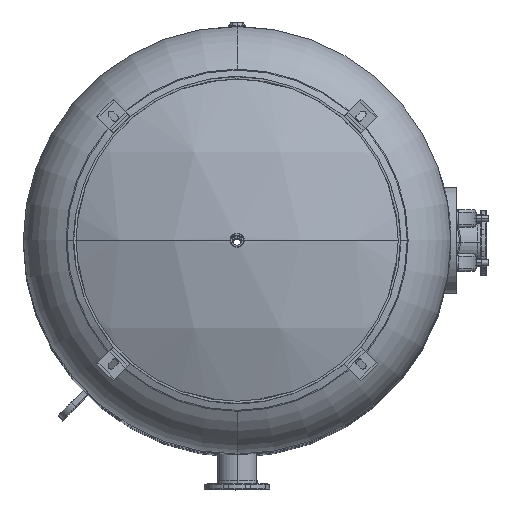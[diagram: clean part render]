
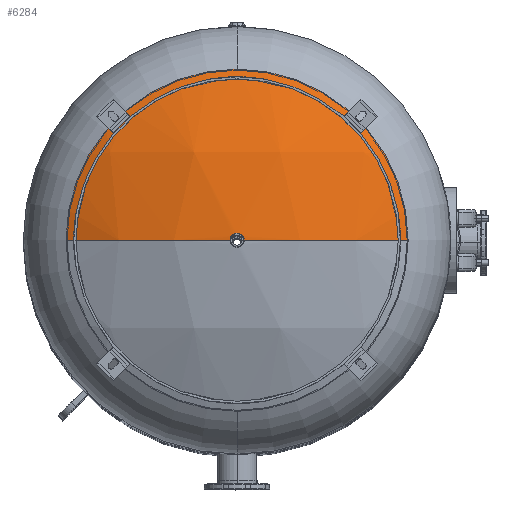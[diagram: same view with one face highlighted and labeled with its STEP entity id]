
A CAD part, top view. The second image highlights one B-rep face of the part: STEP entity #6284.
In plain terms, the highlighted spherical face has radius 1645.92 mm.
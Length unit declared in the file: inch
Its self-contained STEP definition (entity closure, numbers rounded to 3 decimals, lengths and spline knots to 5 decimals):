
#1669 = CARTESIAN_POINT ( 'NONE',  ( 1.065, 0., 152.49125 ) ) ;
#1749 = CARTESIAN_POINT ( 'NONE',  ( -28.8, 0., 145.74826 ) ) ;
#1760 = CARTESIAN_POINT ( 'NONE',  ( 28.8, 0., 145.74826 ) ) ;
#2005 = CARTESIAN_POINT ( 'NONE',  ( -1.065, 0., 152.49125 ) ) ;
#2372 = CARTESIAN_POINT ( 'NONE',  ( 0., 28.8, 145.74826 ) ) ;
#5896 = EDGE_CURVE ( 'NONE', #9866, #9593, #12998, .T. ) ;
#5897 = EDGE_CURVE ( 'NONE', #9638, #9593, #13038, .T. ) ;
#5927 = EDGE_CURVE ( 'NONE', #9595, #9854, #13051, .T. ) ;
#5943 = EDGE_CURVE ( 'NONE', #9854, #9866, #13024, .T. ) ;
#5944 = EDGE_CURVE ( 'NONE', #9638, #9595, #13029, .T. ) ;
#6284 = ADVANCED_FACE ( 'NONE', ( #12766 ), #12768, .T. ) ;
#8828 = ORIENTED_EDGE ( 'NONE', *, *, #5927, .F. ) ;
#9020 = ORIENTED_EDGE ( 'NONE', *, *, #5943, .F. ) ;
#9034 = ORIENTED_EDGE ( 'NONE', *, *, #5896, .F. ) ;
#9056 = ORIENTED_EDGE ( 'NONE', *, *, #5897, .T. ) ;
#9062 = ORIENTED_EDGE ( 'NONE', *, *, #5944, .F. ) ;
#9506 = EDGE_LOOP ( 'NONE', ( #8828, #9062, #9056, #9034, #9020 ) ) ;
#9593 = VERTEX_POINT ( 'NONE', #1760 ) ;
#9595 = VERTEX_POINT ( 'NONE', #2005 ) ;
#9638 = VERTEX_POINT ( 'NONE', #1669 ) ;
#9854 = VERTEX_POINT ( 'NONE', #1749 ) ;
#9866 = VERTEX_POINT ( 'NONE', #2372 ) ;
#10071 = DIRECTION ( 'NONE',  ( -1., 0., 0. ) ) ;
#10072 = DIRECTION ( 'NONE',  ( 0., 0., 1. ) ) ;
#10073 = CARTESIAN_POINT ( 'NONE',  ( 0., 0., 152.49125 ) ) ;
#10074 = DIRECTION ( 'NONE',  ( 0., 1., 0. ) ) ;
#10075 = DIRECTION ( 'NONE',  ( 0., 0., -1. ) ) ;
#10076 = CARTESIAN_POINT ( 'NONE',  ( 0., 0., 145.74826 ) ) ;
#10118 = DIRECTION ( 'NONE',  ( 1., 0., 0. ) ) ;
#10119 = DIRECTION ( 'NONE',  ( 0., -1., 0. ) ) ;
#10120 = CARTESIAN_POINT ( 'NONE',  ( 0., 0., 87.7 ) ) ;
#11078 = CARTESIAN_POINT ( 'NONE',  ( 0., 0., 145.74826 ) ) ;
#11080 = DIRECTION ( 'NONE',  ( 0., 1., 0. ) ) ;
#11083 = DIRECTION ( 'NONE',  ( 0., 0., -1. ) ) ;
#11086 = CARTESIAN_POINT ( 'NONE',  ( 0., 0., 87.7 ) ) ;
#11088 = DIRECTION ( 'NONE',  ( 0., 1., 0. ) ) ;
#11090 = DIRECTION ( 'NONE',  ( 0., 0., 1. ) ) ;
#12766 = FACE_OUTER_BOUND ( 'NONE', #9506, .T. ) ;
#12768 = SPHERICAL_SURFACE ( 'NONE', #16607, 64.8 ) ;
#12998 = CIRCLE ( 'NONE', #16538, 28.8 ) ;
#13024 = CIRCLE ( 'NONE', #16513, 28.8 ) ;
#13029 = CIRCLE ( 'NONE', #16512, 1.065 ) ;
#13038 = CIRCLE ( 'NONE', #16537, 64.8 ) ;
#13051 = CIRCLE ( 'NONE', #16525, 64.8 ) ;
#13213 = CARTESIAN_POINT ( 'NONE',  ( 0., 0., 87.7 ) ) ;
#13373 = DIRECTION ( 'NONE',  ( 1., 0., 0. ) ) ;
#13411 = DIRECTION ( 'NONE',  ( 0., -1., 0. ) ) ;
#16512 = AXIS2_PLACEMENT_3D ( 'NONE', #10073, #10072, #10071 ) ;
#16513 = AXIS2_PLACEMENT_3D ( 'NONE', #10076, #10075, #10074 ) ;
#16525 = AXIS2_PLACEMENT_3D ( 'NONE', #10120, #10119, #10118 ) ;
#16537 = AXIS2_PLACEMENT_3D ( 'NONE', #11086, #11088, #11090 ) ;
#16538 = AXIS2_PLACEMENT_3D ( 'NONE', #11078, #11083, #11080 ) ;
#16607 = AXIS2_PLACEMENT_3D ( 'NONE', #13213, #13411, #13373 ) ;
